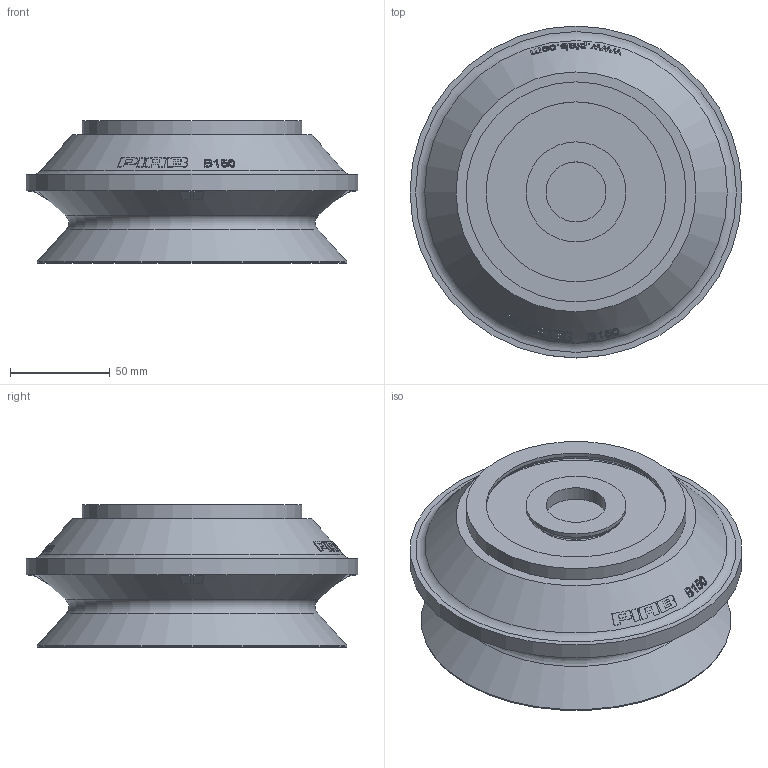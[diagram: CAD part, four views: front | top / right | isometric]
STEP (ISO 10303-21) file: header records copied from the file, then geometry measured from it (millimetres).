
FILE_DESCRIPTION(/* description */ ('Unknown'),/* implementation_level */ '2;1');
FILE_NAME(/* name */ 'S_A014_BXXX',/* time_stamp */ '2018-11-01T10:57:13+01:00',/* author */ ('Unknown'),/* organization */ ('Unknown'),/* preprocessor_version */ 'ST-DEVELOPER v16.7',/* originating_system */ 'DEX',/* authorisation */ $);
FILE_SCHEMA (('AUTOMOTIVE_DESIGN {1 0 10303 214 3 1 1}'));
Length unit declared in the file: millimetre
Products named in the file (4): S_A014_BXXX; A014_B150; Fitting_blank
Assembly tree (3 placements, depth 3):
  S_A014_BXXX
    A014_B150
      A014_B150
    Fitting_blank
Bounding box: 166 x 166 x 71.3 mm (x, y, z)
Volume: 1044419.3 mm3; surface area: 94413.2 mm2
Topology: 1 solids, 2 shells, 289 faces, 736 edges, 487 vertices
Faces by surface type: plane 148, bspline 52, cone 49, cylinder 32, torus 8
Full cylindrical faces by diameter (mm): 30 x1, 40 x1, 50 x1, 90 x1, 100 x1, 110 x1, 155 x1, 166 x1
Entity records: 12824 total; most frequent: CARTESIAN_POINT 6614, ORIENTED_EDGE 1326, DIRECTION 1098, EDGE_CURVE 663, VERTEX_POINT 457, AXIS2_PLACEMENT_3D 434, EDGE_LOOP 350, FACE_BOUND 350
